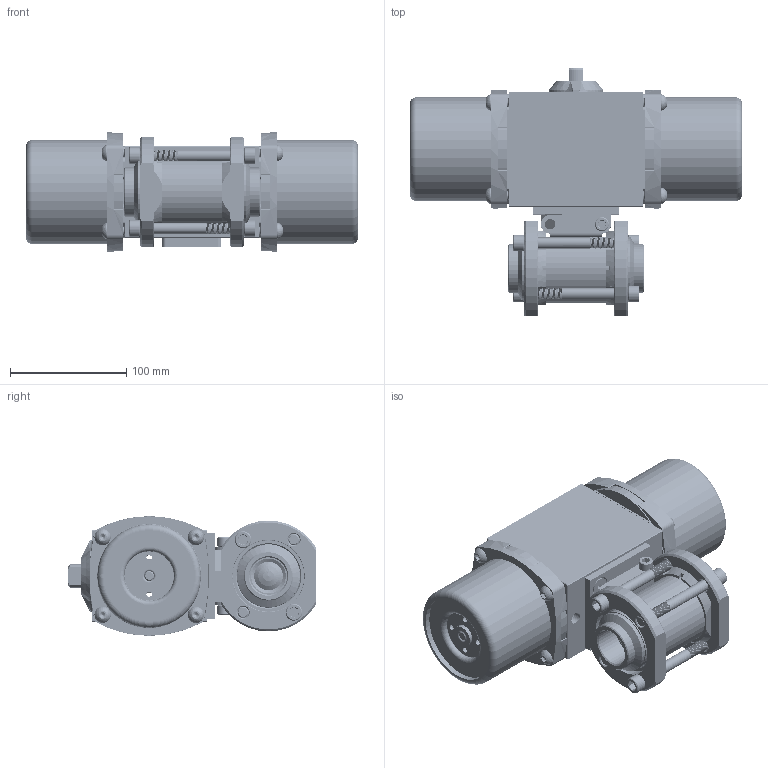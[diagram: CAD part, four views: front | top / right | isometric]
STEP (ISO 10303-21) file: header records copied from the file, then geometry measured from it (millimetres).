
FILE_DESCRIPTION (( 'STEP AP203' ), '1' );
FILE_NAME ('21XXTSWSA522SR.step', '2018-03-15T12:23:12', ( '' ), ( '' ), 'SwSTEP 2.0', 'SolidWorks 2017', '' );
FILE_SCHEMA (( 'CONFIG_CONTROL_DESIGN' ));
Length unit declared in the file: inch
Products named in the file (1): 21XXTSWSA522SR
Bounding box: 285.09 x 212.61 x 102.49 mm (x, y, z)
Volume: 1237311 mm3; surface area: 487301.7 mm2
Topology: 49 solids, 49 shells, 4622 faces, 12042 edges, 7560 vertices
Faces by surface type: cylinder 2066, cone 1548, plane 742, torus 194, bspline 54, sphere 18
Entity records: 170506 total; most frequent: CARTESIAN_POINT 57220, DIRECTION 24990, ORIENTED_EDGE 23884, EDGE_CURVE 11942, AXIS2_PLACEMENT_3D 10075, VERTEX_POINT 7556, CIRCLE 5506, EDGE_LOOP 4952
